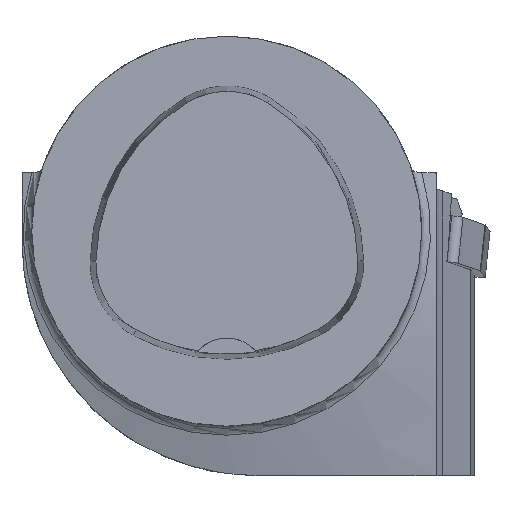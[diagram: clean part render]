
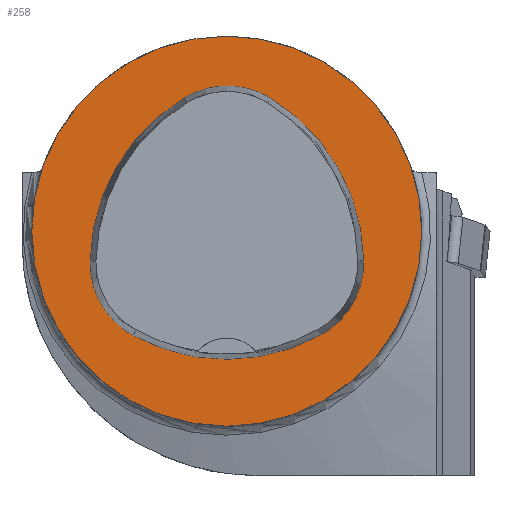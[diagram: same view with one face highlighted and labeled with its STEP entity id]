
A CAD part, top view. The second image highlights one B-rep face of the part: STEP entity #258.
In plain terms, the highlighted planar face has unit normal (0, 0, 1).
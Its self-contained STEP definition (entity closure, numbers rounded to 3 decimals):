
#105=FACE_BOUND('',#500,.T.);
#106=FACE_BOUND('',#501,.T.);
#184=CIRCLE('',#1785,20.);
#186=CIRCLE('',#1798,20.);
#188=CIRCLE('',#1801,8.5);
#190=CIRCLE('',#1804,20.);
#192=CIRCLE('',#1807,8.5);
#195=CIRCLE('',#1811,20.);
#198=CIRCLE('',#1815,8.5);
#258=ADVANCED_FACE('',(#105,#106),#339,.T.);
#339=PLANE('',#1820);
#500=EDGE_LOOP('',(#776,#777,#778,#779,#780,#781));
#501=EDGE_LOOP('',(#782));
#776=ORIENTED_EDGE('',*,*,#1323,.F.);
#777=ORIENTED_EDGE('',*,*,#1318,.F.);
#778=ORIENTED_EDGE('',*,*,#1313,.F.);
#779=ORIENTED_EDGE('',*,*,#1310,.F.);
#780=ORIENTED_EDGE('',*,*,#1307,.F.);
#781=ORIENTED_EDGE('',*,*,#1303,.F.);
#782=ORIENTED_EDGE('',*,*,#1284,.T.);
#1116=VERTEX_POINT('',#2661);
#1133=VERTEX_POINT('',#2699);
#1134=VERTEX_POINT('',#2700);
#1137=VERTEX_POINT('',#2708);
#1139=VERTEX_POINT('',#2714);
#1141=VERTEX_POINT('',#2720);
#1145=VERTEX_POINT('',#2733);
#1284=EDGE_CURVE('',#1116,#1116,#184,.T.);
#1303=EDGE_CURVE('',#1133,#1134,#186,.T.);
#1307=EDGE_CURVE('',#1134,#1137,#188,.T.);
#1310=EDGE_CURVE('',#1137,#1139,#190,.T.);
#1313=EDGE_CURVE('',#1139,#1141,#192,.T.);
#1318=EDGE_CURVE('',#1141,#1145,#195,.T.);
#1323=EDGE_CURVE('',#1145,#1133,#198,.T.);
#1785=AXIS2_PLACEMENT_3D('',#2660,#2064,#2065);
#1798=AXIS2_PLACEMENT_3D('',#2698,#2098,#2099);
#1801=AXIS2_PLACEMENT_3D('',#2707,#2106,#2107);
#1804=AXIS2_PLACEMENT_3D('',#2713,#2113,#2114);
#1807=AXIS2_PLACEMENT_3D('',#2719,#2120,#2121);
#1811=AXIS2_PLACEMENT_3D('',#2732,#2129,#2130);
#1815=AXIS2_PLACEMENT_3D('',#2745,#2138,#2139);
#1820=AXIS2_PLACEMENT_3D('',#2750,#2148,#2149);
#2064=DIRECTION('',(0.,0.,1.));
#2065=DIRECTION('',(1.,0.,0.));
#2098=DIRECTION('',(0.,0.,1.));
#2099=DIRECTION('',(1.,0.,0.));
#2106=DIRECTION('',(0.,0.,1.));
#2107=DIRECTION('',(1.,0.,0.));
#2113=DIRECTION('',(0.,0.,1.));
#2114=DIRECTION('',(1.,0.,0.));
#2120=DIRECTION('',(0.,0.,1.));
#2121=DIRECTION('',(1.,0.,0.));
#2129=DIRECTION('',(0.,0.,1.));
#2130=DIRECTION('',(1.,0.,0.));
#2138=DIRECTION('',(0.,0.,1.));
#2139=DIRECTION('',(1.,0.,0.));
#2148=DIRECTION('',(0.,0.,1.));
#2149=DIRECTION('',(-1.,0.,0.));
#2660=CARTESIAN_POINT('',(0.,0.,0.));
#2661=CARTESIAN_POINT('',(20.,0.,0.));
#2698=CARTESIAN_POINT('',(-5.955,-3.414,0.));
#2699=CARTESIAN_POINT('',(14.041,-3.042,0.));
#2700=CARTESIAN_POINT('',(4.472,13.653,0.));
#2707=CARTESIAN_POINT('',(0.04,6.4,0.));
#2708=CARTESIAN_POINT('',(-4.347,13.68,0.));
#2713=CARTESIAN_POINT('',(5.976,-3.45,0.));
#2714=CARTESIAN_POINT('',(-14.021,-3.075,0.));
#2719=CARTESIAN_POINT('',(-5.522,-3.235,0.));
#2720=CARTESIAN_POINT('',(-9.588,-10.699,0.));
#2732=CARTESIAN_POINT('',(-0.022,6.864,0.));
#2733=CARTESIAN_POINT('',(9.655,-10.639,0.));
#2745=CARTESIAN_POINT('',(5.543,-3.2,0.));
#2750=CARTESIAN_POINT('',(0.,0.,0.));
